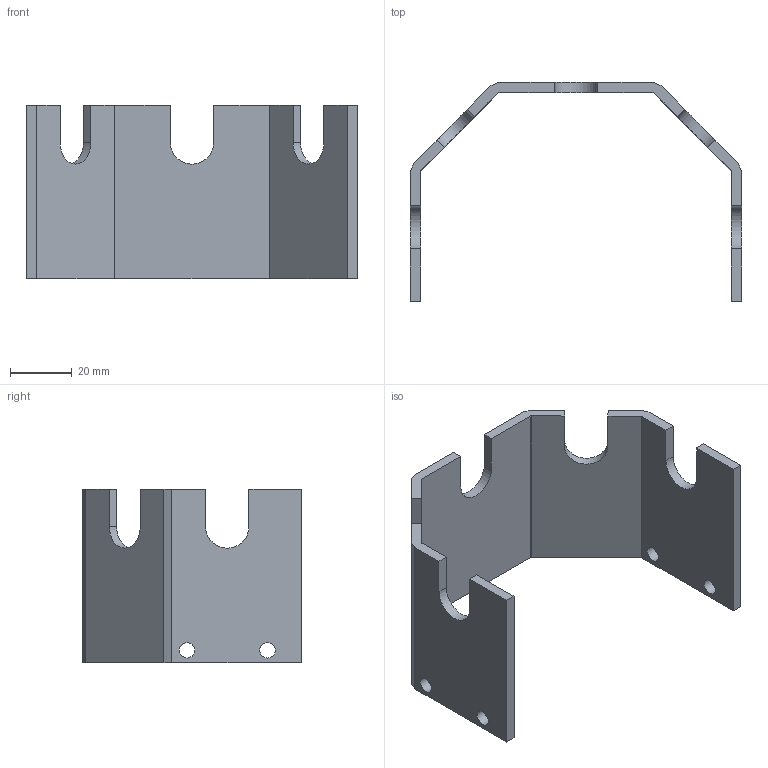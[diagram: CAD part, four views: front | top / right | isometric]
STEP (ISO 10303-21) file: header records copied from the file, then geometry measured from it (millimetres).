
FILE_DESCRIPTION(('FreeCAD Model'),'2;1');
FILE_NAME('X_SingleExtruderShield.stp','2013-01-04T16:30:39',('FreeCAD'),('FreeCAD'), 'Open CASCADE STEP processor 6.5','FreeCAD','Unknown');
FILE_SCHEMA(('AUTOMOTIVE_DESIGN_CC2 { 1 2 10303 214 -1 1 5 4 }'));
Length unit declared in the file: millimetre
Products named in the file (1): Open CASCADE STEP translator 6.5 5
Bounding box: 107 x 70.8 x 56 mm (x, y, z)
Volume: 34577.4 mm3; surface area: 23496.7 mm2
Topology: 1 solids, 1 shells, 46 faces, 138 edges, 94 vertices
Faces by surface type: plane 37, cylinder 9
Full cylindrical faces by diameter (mm): 5 x4
Entity records: 3381 total; most frequent: CARTESIAN_POINT 665, DIRECTION 487, LINE 334, VECTOR 334, ORIENTED_EDGE 276, PCURVE 276, DEFINITIONAL_REPRESENTATION 276, EDGE_CURVE 138
